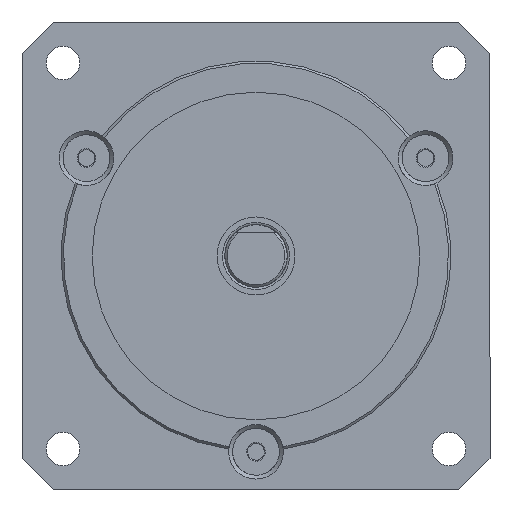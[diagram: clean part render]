
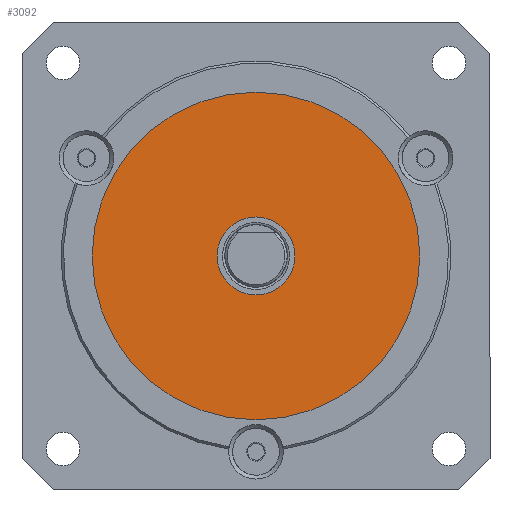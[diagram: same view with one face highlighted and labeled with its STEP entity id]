
A CAD part, front view. The second image highlights one B-rep face of the part: STEP entity #3092.
In plain terms, the highlighted planar face has unit normal (0, -1, 0).
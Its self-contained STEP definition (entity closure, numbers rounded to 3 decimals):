
#512 = AXIS2_PLACEMENT_3D ( 'NONE', #11501, #7874, #4696 ) ;
#931 = VERTEX_POINT ( 'NONE', #4023 ) ;
#1091 = EDGE_LOOP ( 'NONE', ( #7056 ) ) ;
#1363 = DIRECTION ( 'NONE',  ( 0., 1., 0. ) ) ;
#3092 = ADVANCED_FACE ( 'NONE', ( #4389, #9208 ), #13580, .F. ) ;
#3727 = DIRECTION ( 'NONE',  ( -1., 0., 0. ) ) ;
#3998 = CIRCLE ( 'NONE', #13506, 5. ) ;
#4023 = CARTESIAN_POINT ( 'NONE',  ( -5., -6., 0. ) ) ;
#4271 = CARTESIAN_POINT ( 'NONE',  ( -21., -6., 0. ) ) ;
#4389 = FACE_OUTER_BOUND ( 'NONE', #6135, .T. ) ;
#4696 = DIRECTION ( 'NONE',  ( -1., 0., 0. ) ) ;
#6135 = EDGE_LOOP ( 'NONE', ( #12008 ) ) ;
#7056 = ORIENTED_EDGE ( 'NONE', *, *, #10680, .T. ) ;
#7874 = DIRECTION ( 'NONE',  ( 0., 1., 0. ) ) ;
#9208 = FACE_BOUND ( 'NONE', #1091, .T. ) ;
#9685 = DIRECTION ( 'NONE',  ( -1., 0., 0. ) ) ;
#10540 = DIRECTION ( 'NONE',  ( 0., 1., 0. ) ) ;
#10680 = EDGE_CURVE ( 'NONE', #931, #931, #3998, .T. ) ;
#11228 = CIRCLE ( 'NONE', #512, 21. ) ;
#11467 = EDGE_CURVE ( 'NONE', #13977, #13977, #11228, .T. ) ;
#11501 = CARTESIAN_POINT ( 'NONE',  ( 0., -6., 0. ) ) ;
#11781 = CARTESIAN_POINT ( 'NONE',  ( 0., -6., 0. ) ) ;
#11951 = AXIS2_PLACEMENT_3D ( 'NONE', #12736, #1363, #9685 ) ;
#12008 = ORIENTED_EDGE ( 'NONE', *, *, #11467, .F. ) ;
#12736 = CARTESIAN_POINT ( 'NONE',  ( 0., -6., 21. ) ) ;
#13506 = AXIS2_PLACEMENT_3D ( 'NONE', #11781, #10540, #3727 ) ;
#13580 = PLANE ( 'NONE',  #11951 ) ;
#13977 = VERTEX_POINT ( 'NONE', #4271 ) ;
